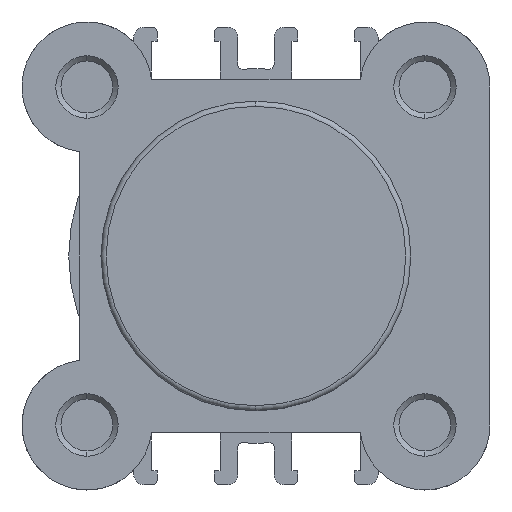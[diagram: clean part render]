
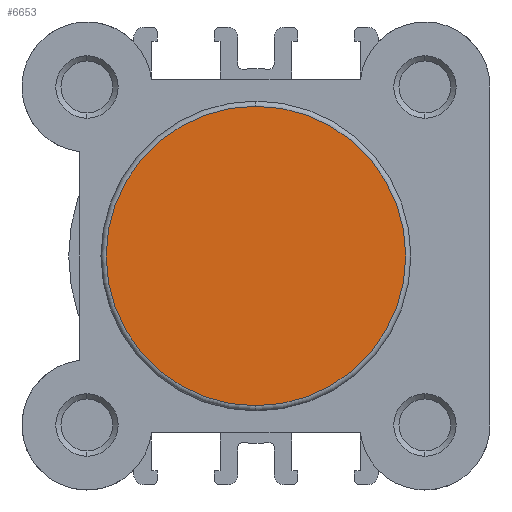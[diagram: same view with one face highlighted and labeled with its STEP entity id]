
A CAD part, left-side view. The second image highlights one B-rep face of the part: STEP entity #6653.
In plain terms, the highlighted planar face has unit normal (-1, 0, 0).
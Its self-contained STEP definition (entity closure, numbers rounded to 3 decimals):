
#618 = VERTEX_POINT ( 'NONE', #729 ) ;
#655 = VERTEX_POINT ( 'NONE', #761 ) ;
#729 = CARTESIAN_POINT ( 'NONE',  ( 0., 0., -14.4 ) ) ;
#761 = CARTESIAN_POINT ( 'NONE',  ( 0., 0., 14.4 ) ) ;
#1523 = ORIENTED_EDGE ( 'NONE', *, *, #1954, .T. ) ;
#1540 = ORIENTED_EDGE ( 'NONE', *, *, #2021, .T. ) ;
#1954 = EDGE_CURVE ( 'NONE', #655, #618, #3904, .T. ) ;
#2021 = EDGE_CURVE ( 'NONE', #618, #655, #4580, .T. ) ;
#2200 = AXIS2_PLACEMENT_3D ( 'NONE', #4314, #4315, #4316 ) ;
#2237 = AXIS2_PLACEMENT_3D ( 'NONE', #4479, #4486, #4487 ) ;
#2291 = AXIS2_PLACEMENT_3D ( 'NONE', #5677, #5688, #5689 ) ;
#3904 = CIRCLE ( 'NONE', #2200, 14.4 ) ;
#4314 = CARTESIAN_POINT ( 'NONE',  ( 0., 0., 0. ) ) ;
#4315 = DIRECTION ( 'NONE',  ( -1., 0., 0. ) ) ;
#4316 = DIRECTION ( 'NONE',  ( 0., 0., 1. ) ) ;
#4479 = CARTESIAN_POINT ( 'NONE',  ( 0., 0., 0. ) ) ;
#4486 = DIRECTION ( 'NONE',  ( -1., 0., 0. ) ) ;
#4487 = DIRECTION ( 'NONE',  ( 0., 0., 1. ) ) ;
#4580 = CIRCLE ( 'NONE', #2237, 14.4 ) ;
#4700 = FACE_OUTER_BOUND ( 'NONE', #7036, .T. ) ;
#5677 = CARTESIAN_POINT ( 'NONE',  ( 0., -14.9, 0. ) ) ;
#5682 = PLANE ( 'NONE',  #2291 ) ;
#5688 = DIRECTION ( 'NONE',  ( -1., 0., 0. ) ) ;
#5689 = DIRECTION ( 'NONE',  ( 0., 0., 1. ) ) ;
#6653 = ADVANCED_FACE ( 'NONE', ( #4700 ), #5682, .T. ) ;
#7036 = EDGE_LOOP ( 'NONE', ( #1523, #1540 ) ) ;
